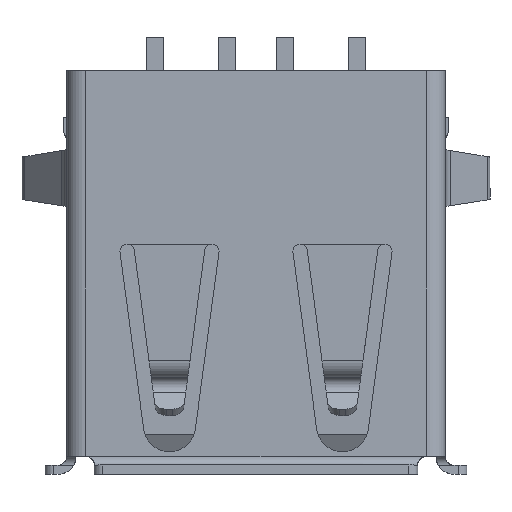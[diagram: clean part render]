
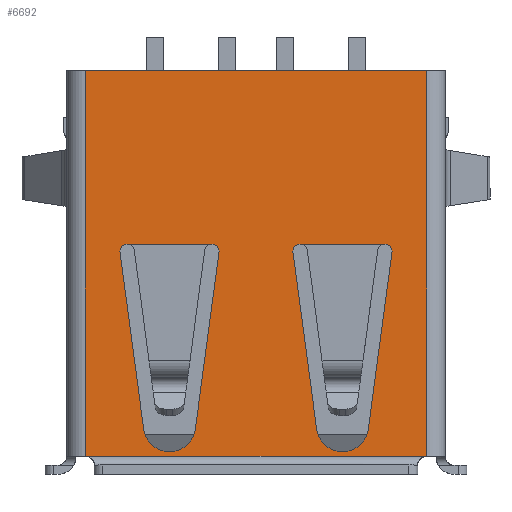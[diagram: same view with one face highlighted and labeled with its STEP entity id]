
A CAD part, top view. The second image highlights one B-rep face of the part: STEP entity #6692.
In plain terms, the highlighted planar face has unit normal (0, 0, 1).
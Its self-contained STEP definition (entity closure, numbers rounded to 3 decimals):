
#104=FACE_BOUND('',#661,.T.);
#105=FACE_BOUND('',#662,.T.);
#305=FACE_OUTER_BOUND('',#660,.T.);
#660=EDGE_LOOP('',(#4261,#4262,#4263,#4264,#4265,#4266));
#661=EDGE_LOOP('',(#4267,#4268,#4269,#4270,#4271,#4272));
#662=EDGE_LOOP('',(#4273,#4274,#4275,#4276,#4277,#4278));
#1051=LINE('',#9725,#1744);
#1052=LINE('',#9868,#1745);
#1053=LINE('',#9870,#1746);
#1054=LINE('',#9872,#1747);
#1055=LINE('',#9874,#1748);
#1056=LINE('',#9875,#1749);
#1057=LINE('',#9878,#1750);
#1058=LINE('',#9882,#1751);
#1059=LINE('',#9886,#1752);
#1060=LINE('',#9890,#1753);
#1061=LINE('',#9894,#1754);
#1062=LINE('',#9898,#1755);
#1744=VECTOR('',#7710,11.814);
#1745=VECTOR('',#7713,0.02);
#1746=VECTOR('',#7714,13.38);
#1747=VECTOR('',#7715,11.854);
#1748=VECTOR('',#7716,13.38);
#1749=VECTOR('',#7717,0.02);
#1750=VECTOR('',#7718,6.188);
#1751=VECTOR('',#7721,6.188);
#1752=VECTOR('',#7724,2.938);
#1753=VECTOR('',#7727,6.188);
#1754=VECTOR('',#7730,6.188);
#1755=VECTOR('',#7733,2.938);
#2430=CIRCLE('',#7070,0.904);
#2431=CIRCLE('',#7071,0.25);
#2432=CIRCLE('',#7072,0.25);
#2433=CIRCLE('',#7073,0.904);
#2434=CIRCLE('',#7074,0.25);
#2435=CIRCLE('',#7075,0.25);
#2612=VERTEX_POINT('',#9723);
#2613=VERTEX_POINT('',#9724);
#2614=VERTEX_POINT('',#9867);
#2615=VERTEX_POINT('',#9869);
#2616=VERTEX_POINT('',#9871);
#2617=VERTEX_POINT('',#9873);
#2618=VERTEX_POINT('',#9876);
#2619=VERTEX_POINT('',#9877);
#2620=VERTEX_POINT('',#9879);
#2621=VERTEX_POINT('',#9881);
#2622=VERTEX_POINT('',#9883);
#2623=VERTEX_POINT('',#9885);
#2624=VERTEX_POINT('',#9888);
#2625=VERTEX_POINT('',#9889);
#2626=VERTEX_POINT('',#9891);
#2627=VERTEX_POINT('',#9893);
#2628=VERTEX_POINT('',#9895);
#2629=VERTEX_POINT('',#9897);
#3257=EDGE_CURVE('',#2612,#2613,#1051,.T.);
#3260=EDGE_CURVE('',#2613,#2614,#1052,.T.);
#3261=EDGE_CURVE('',#2615,#2614,#1053,.T.);
#3262=EDGE_CURVE('',#2616,#2615,#1054,.T.);
#3263=EDGE_CURVE('',#2617,#2616,#1055,.T.);
#3264=EDGE_CURVE('',#2617,#2612,#1056,.T.);
#3265=EDGE_CURVE('',#2618,#2619,#1057,.T.);
#3266=EDGE_CURVE('',#2620,#2619,#2430,.T.);
#3267=EDGE_CURVE('',#2620,#2621,#1058,.T.);
#3268=EDGE_CURVE('',#2621,#2622,#2431,.T.);
#3269=EDGE_CURVE('',#2622,#2623,#1059,.T.);
#3270=EDGE_CURVE('',#2623,#2618,#2432,.T.);
#3271=EDGE_CURVE('',#2624,#2625,#1060,.T.);
#3272=EDGE_CURVE('',#2626,#2625,#2433,.T.);
#3273=EDGE_CURVE('',#2626,#2627,#1061,.T.);
#3274=EDGE_CURVE('',#2627,#2628,#2434,.T.);
#3275=EDGE_CURVE('',#2628,#2629,#1062,.T.);
#3276=EDGE_CURVE('',#2629,#2624,#2435,.T.);
#4261=ORIENTED_EDGE('',*,*,#3257,.T.);
#4262=ORIENTED_EDGE('',*,*,#3260,.T.);
#4263=ORIENTED_EDGE('',*,*,#3261,.F.);
#4264=ORIENTED_EDGE('',*,*,#3262,.F.);
#4265=ORIENTED_EDGE('',*,*,#3263,.F.);
#4266=ORIENTED_EDGE('',*,*,#3264,.T.);
#4267=ORIENTED_EDGE('',*,*,#3265,.T.);
#4268=ORIENTED_EDGE('',*,*,#3266,.F.);
#4269=ORIENTED_EDGE('',*,*,#3267,.T.);
#4270=ORIENTED_EDGE('',*,*,#3268,.T.);
#4271=ORIENTED_EDGE('',*,*,#3269,.T.);
#4272=ORIENTED_EDGE('',*,*,#3270,.T.);
#4273=ORIENTED_EDGE('',*,*,#3271,.T.);
#4274=ORIENTED_EDGE('',*,*,#3272,.F.);
#4275=ORIENTED_EDGE('',*,*,#3273,.T.);
#4276=ORIENTED_EDGE('',*,*,#3274,.T.);
#4277=ORIENTED_EDGE('',*,*,#3275,.T.);
#4278=ORIENTED_EDGE('',*,*,#3276,.T.);
#6180=PLANE('',#7069);
#6692=ADVANCED_FACE('',(#305,#104,#105),#6180,.T.);
#7069=AXIS2_PLACEMENT_3D('',#9866,#7711,#7712);
#7070=AXIS2_PLACEMENT_3D('',#9880,#7719,#7720);
#7071=AXIS2_PLACEMENT_3D('',#9884,#7722,#7723);
#7072=AXIS2_PLACEMENT_3D('',#9887,#7725,#7726);
#7073=AXIS2_PLACEMENT_3D('',#9892,#7728,#7729);
#7074=AXIS2_PLACEMENT_3D('',#9896,#7731,#7732);
#7075=AXIS2_PLACEMENT_3D('',#9899,#7734,#7735);
#7710=DIRECTION('',(1.,0.,0.));
#7711=DIRECTION('center_axis',(0.,0.,1.));
#7712=DIRECTION('ref_axis',(0.,-1.,0.));
#7713=DIRECTION('',(1.,0.,0.));
#7714=DIRECTION('',(0.,-1.,0.));
#7715=DIRECTION('',(1.,0.,0.));
#7716=DIRECTION('',(0.,1.,0.));
#7717=DIRECTION('',(1.,0.,0.));
#7718=DIRECTION('',(-0.133,-0.991,0.));
#7719=DIRECTION('center_axis',(0.,0.,1.));
#7720=DIRECTION('ref_axis',(-0.991,-0.133,0.));
#7721=DIRECTION('',(-0.133,0.991,0.));
#7722=DIRECTION('center_axis',(0.,0.,-1.));
#7723=DIRECTION('ref_axis',(-0.991,-0.133,0.));
#7724=DIRECTION('',(1.,0.,0.));
#7725=DIRECTION('center_axis',(0.,0.,-1.));
#7726=DIRECTION('ref_axis',(0.,1.,0.));
#7727=DIRECTION('',(-0.133,-0.991,0.));
#7728=DIRECTION('center_axis',(0.,0.,1.));
#7729=DIRECTION('ref_axis',(-0.991,-0.133,0.));
#7730=DIRECTION('',(-0.133,0.991,0.));
#7731=DIRECTION('center_axis',(0.,0.,-1.));
#7732=DIRECTION('ref_axis',(-0.991,-0.133,0.));
#7733=DIRECTION('',(1.,0.,0.));
#7734=DIRECTION('center_axis',(0.,0.,-1.));
#7735=DIRECTION('ref_axis',(0.,1.,0.));
#9723=CARTESIAN_POINT('',(-5.907,-9.66,7.01));
#9724=CARTESIAN_POINT('',(5.907,-9.66,7.01));
#9725=CARTESIAN_POINT('',(-5.907,-9.66,7.01));
#9866=CARTESIAN_POINT('Origin',(-6.565,3.72,7.01));
#9867=CARTESIAN_POINT('',(5.927,-9.66,7.01));
#9868=CARTESIAN_POINT('',(5.907,-9.66,7.01));
#9869=CARTESIAN_POINT('',(5.927,3.72,7.01));
#9870=CARTESIAN_POINT('',(5.927,3.72,7.01));
#9871=CARTESIAN_POINT('',(-5.927,3.72,7.01));
#9872=CARTESIAN_POINT('',(-5.927,3.72,7.01));
#9873=CARTESIAN_POINT('',(-5.927,-9.66,7.01));
#9874=CARTESIAN_POINT('',(-5.927,-9.66,7.01));
#9875=CARTESIAN_POINT('',(-5.927,-9.66,7.01));
#9876=CARTESIAN_POINT('',(-1.283,-2.583,7.01));
#9877=CARTESIAN_POINT('',(-2.104,-8.716,7.01));
#9878=CARTESIAN_POINT('',(-1.283,-2.583,7.01));
#9879=CARTESIAN_POINT('',(-3.896,-8.716,7.01));
#9880=CARTESIAN_POINT('Origin',(-3.,-8.596,7.01));
#9881=CARTESIAN_POINT('',(-4.717,-2.583,7.01));
#9882=CARTESIAN_POINT('',(-3.896,-8.716,7.01));
#9883=CARTESIAN_POINT('',(-4.469,-2.3,7.01));
#9884=CARTESIAN_POINT('Origin',(-4.469,-2.55,7.01));
#9885=CARTESIAN_POINT('',(-1.531,-2.3,7.01));
#9886=CARTESIAN_POINT('',(-4.469,-2.3,7.01));
#9887=CARTESIAN_POINT('Origin',(-1.531,-2.55,7.01));
#9888=CARTESIAN_POINT('',(4.717,-2.583,7.01));
#9889=CARTESIAN_POINT('',(3.896,-8.716,7.01));
#9890=CARTESIAN_POINT('',(4.717,-2.583,7.01));
#9891=CARTESIAN_POINT('',(2.104,-8.716,7.01));
#9892=CARTESIAN_POINT('Origin',(3.,-8.596,7.01));
#9893=CARTESIAN_POINT('',(1.283,-2.583,7.01));
#9894=CARTESIAN_POINT('',(2.104,-8.716,7.01));
#9895=CARTESIAN_POINT('',(1.531,-2.3,7.01));
#9896=CARTESIAN_POINT('Origin',(1.531,-2.55,7.01));
#9897=CARTESIAN_POINT('',(4.469,-2.3,7.01));
#9898=CARTESIAN_POINT('',(1.531,-2.3,7.01));
#9899=CARTESIAN_POINT('Origin',(4.469,-2.55,7.01));
